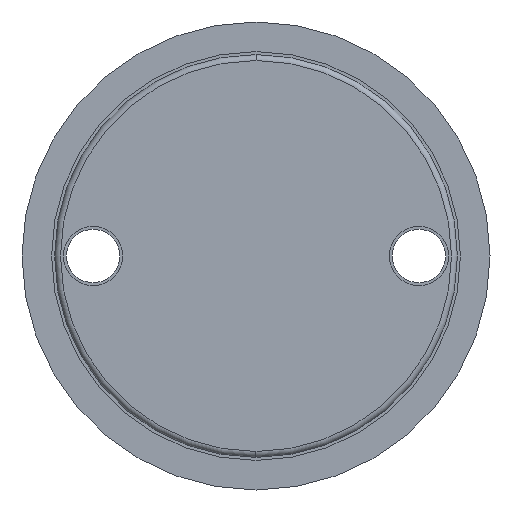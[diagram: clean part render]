
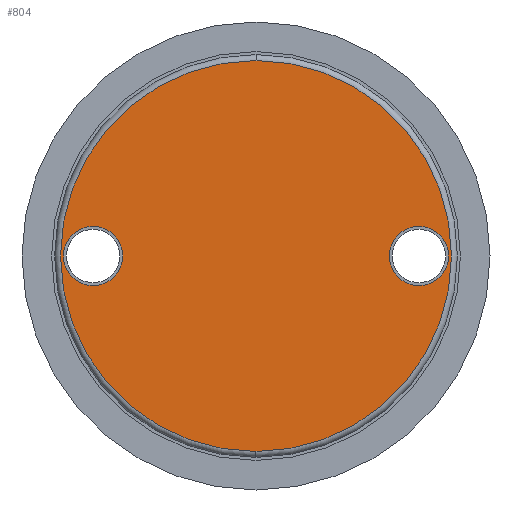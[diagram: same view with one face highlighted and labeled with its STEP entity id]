
A CAD part, front view. The second image highlights one B-rep face of the part: STEP entity #804.
In plain terms, the highlighted planar face has unit normal (0, -1, 0).
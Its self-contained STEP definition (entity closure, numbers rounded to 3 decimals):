
#161 = AXIS2_PLACEMENT_3D ( 'NONE', #3924, #3201, #290 ) ;
#196 = CARTESIAN_POINT ( 'NONE',  ( -27.5, 0., 0. ) ) ;
#224 = DIRECTION ( 'NONE',  ( 0., -1., 0. ) ) ;
#240 = DIRECTION ( 'NONE',  ( 0., -1., 0. ) ) ;
#246 = DIRECTION ( 'NONE',  ( 1., 0., 0. ) ) ;
#264 = DIRECTION ( 'NONE',  ( 0., 0., -1. ) ) ;
#290 = DIRECTION ( 'NONE',  ( 0., 0., 1. ) ) ;
#292 = AXIS2_PLACEMENT_3D ( 'NONE', #1843, #4219, #887 ) ;
#334 = VERTEX_POINT ( 'NONE', #3906 ) ;
#370 = EDGE_CURVE ( 'NONE', #1897, #4154, #2424, .T. ) ;
#452 = AXIS2_PLACEMENT_3D ( 'NONE', #3354, #918, #4244 ) ;
#456 = ORIENTED_EDGE ( 'NONE', *, *, #370, .T. ) ;
#509 = CARTESIAN_POINT ( 'NONE',  ( -27.5, 0., -5. ) ) ;
#564 = FACE_BOUND ( 'NONE', #3720, .T. ) ;
#644 = ORIENTED_EDGE ( 'NONE', *, *, #844, .T. ) ;
#650 = ORIENTED_EDGE ( 'NONE', *, *, #1842, .F. ) ;
#804 = ADVANCED_FACE ( 'NONE', ( #3571, #564, #3245 ), #2581, .T. ) ;
#807 = DIRECTION ( 'NONE',  ( 0., 0., -1. ) ) ;
#831 = CARTESIAN_POINT ( 'NONE',  ( 0., 0., -33. ) ) ;
#844 = EDGE_CURVE ( 'NONE', #4154, #1897, #3963, .T. ) ;
#863 = EDGE_LOOP ( 'NONE', ( #644, #456 ) ) ;
#887 = DIRECTION ( 'NONE',  ( 0., 0., 1. ) ) ;
#918 = DIRECTION ( 'NONE',  ( 0., 1., 0. ) ) ;
#1135 = CIRCLE ( 'NONE', #2381, 5. ) ;
#1156 = DIRECTION ( 'NONE',  ( 0., -1., 0. ) ) ;
#1192 = CARTESIAN_POINT ( 'NONE',  ( 27.5, 0., 5. ) ) ;
#1235 = ORIENTED_EDGE ( 'NONE', *, *, #3603, .F. ) ;
#1500 = DIRECTION ( 'NONE',  ( 0., 1., 0. ) ) ;
#1638 = CIRCLE ( 'NONE', #2810, 5. ) ;
#1695 = ORIENTED_EDGE ( 'NONE', *, *, #1938, .T. ) ;
#1731 = ORIENTED_EDGE ( 'NONE', *, *, #2347, .T. ) ;
#1842 = EDGE_CURVE ( 'NONE', #3976, #4030, #2600, .T. ) ;
#1843 = CARTESIAN_POINT ( 'NONE',  ( 0., 0., 0. ) ) ;
#1866 = CARTESIAN_POINT ( 'NONE',  ( 0., 0., 33. ) ) ;
#1886 = CARTESIAN_POINT ( 'NONE',  ( -33.366, 0., -33. ) ) ;
#1897 = VERTEX_POINT ( 'NONE', #831 ) ;
#1938 = EDGE_CURVE ( 'NONE', #334, #3781, #1135, .T. ) ;
#2108 = CARTESIAN_POINT ( 'NONE',  ( 27.5, 0., 0. ) ) ;
#2347 = EDGE_CURVE ( 'NONE', #3781, #334, #4180, .T. ) ;
#2381 = AXIS2_PLACEMENT_3D ( 'NONE', #196, #1500, #2824 ) ;
#2424 = CIRCLE ( 'NONE', #292, 33. ) ;
#2581 = PLANE ( 'NONE',  #2919 ) ;
#2600 = CIRCLE ( 'NONE', #2862, 5. ) ;
#2810 = AXIS2_PLACEMENT_3D ( 'NONE', #2108, #1156, #807 ) ;
#2824 = DIRECTION ( 'NONE',  ( 0., 0., -1. ) ) ;
#2862 = AXIS2_PLACEMENT_3D ( 'NONE', #3470, #240, #264 ) ;
#2919 = AXIS2_PLACEMENT_3D ( 'NONE', #1886, #224, #246 ) ;
#3201 = DIRECTION ( 'NONE',  ( 0., -1., 0. ) ) ;
#3212 = EDGE_LOOP ( 'NONE', ( #1235, #650 ) ) ;
#3245 = FACE_BOUND ( 'NONE', #3212, .T. ) ;
#3354 = CARTESIAN_POINT ( 'NONE',  ( -27.5, 0., 0. ) ) ;
#3360 = CARTESIAN_POINT ( 'NONE',  ( 27.5, 0., -5. ) ) ;
#3470 = CARTESIAN_POINT ( 'NONE',  ( 27.5, 0., 0. ) ) ;
#3571 = FACE_OUTER_BOUND ( 'NONE', #863, .T. ) ;
#3603 = EDGE_CURVE ( 'NONE', #4030, #3976, #1638, .T. ) ;
#3720 = EDGE_LOOP ( 'NONE', ( #1695, #1731 ) ) ;
#3781 = VERTEX_POINT ( 'NONE', #509 ) ;
#3906 = CARTESIAN_POINT ( 'NONE',  ( -27.5, 0., 5. ) ) ;
#3924 = CARTESIAN_POINT ( 'NONE',  ( 0., 0., 0. ) ) ;
#3963 = CIRCLE ( 'NONE', #161, 33. ) ;
#3976 = VERTEX_POINT ( 'NONE', #3360 ) ;
#4030 = VERTEX_POINT ( 'NONE', #1192 ) ;
#4154 = VERTEX_POINT ( 'NONE', #1866 ) ;
#4180 = CIRCLE ( 'NONE', #452, 5. ) ;
#4219 = DIRECTION ( 'NONE',  ( 0., -1., 0. ) ) ;
#4244 = DIRECTION ( 'NONE',  ( 0., 0., -1. ) ) ;
